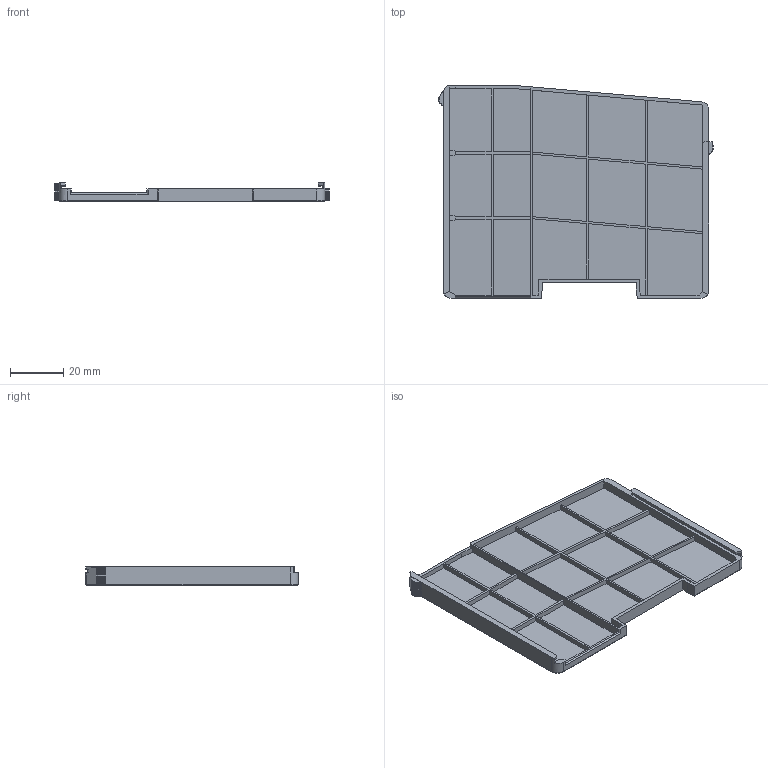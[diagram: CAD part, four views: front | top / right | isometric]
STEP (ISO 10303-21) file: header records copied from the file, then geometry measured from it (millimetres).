
FILE_DESCRIPTION (( 'STEP AP203' ), '1' );
FILE_NAME ('IOD-430-TC-000000.STEP', '2025-07-07T10:31:47', ( '' ), ( '' ), 'SwSTEP 2.0', 'SolidWorks 2022', '' );
FILE_SCHEMA (( 'CONFIG_CONTROL_DESIGN' ));
Length unit declared in the file: millimetre
Products named in the file (1): IOD-430-TC-000000
Bounding box: 103.3 x 80 x 6.9 mm (x, y, z)
Volume: 12406.3 mm3; surface area: 20805.1 mm2
Topology: 1 solids, 1 shells, 208 faces, 591 edges, 386 vertices
Faces by surface type: plane 156, cylinder 47, torus 4, sphere 1
Entity records: 6782 total; most frequent: CARTESIAN_POINT 1227, ORIENTED_EDGE 1180, DIRECTION 1100, EDGE_CURVE 590, LINE 490, VECTOR 490, VERTEX_POINT 386, AXIS2_PLACEMENT_3D 305
